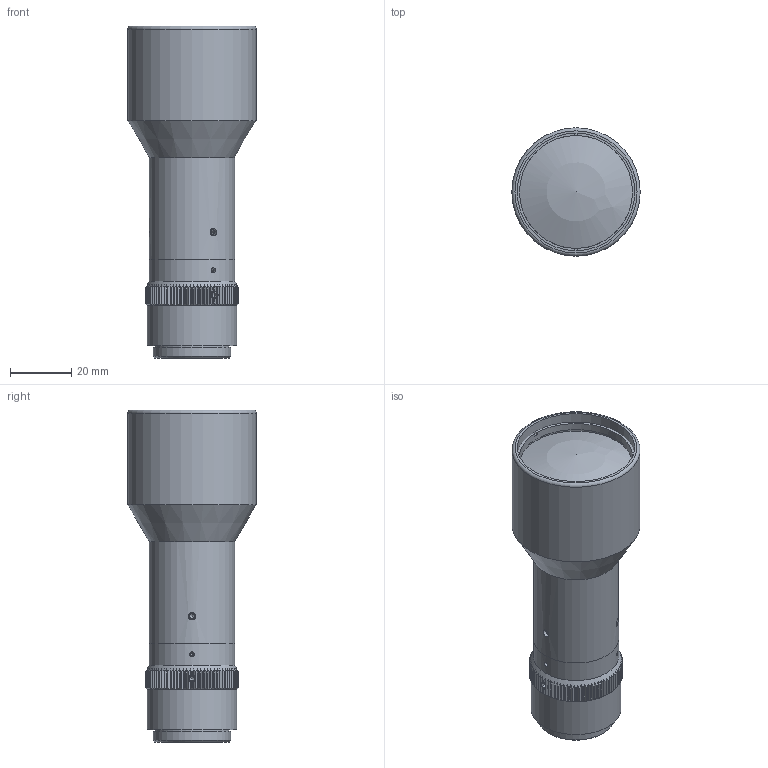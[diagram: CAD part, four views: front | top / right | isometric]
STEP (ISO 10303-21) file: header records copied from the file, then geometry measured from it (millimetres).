
FILE_DESCRIPTION(/* description */ (''),/* implementation_level */ '2;1');
FILE_NAME(/* name */ 'TO30_9.1-85-V-B.stp',/* time_stamp */ '2020-11-30T14:09:49+01:00',/* author */ (''),/* organization */ ('Vision & Control'),/* preprocessor_version */ 'ST-DEVELOPER v16.5',/* originating_system */ 'Autodesk Inventor 2017',/* authorisation */ '');
FILE_SCHEMA (('AUTOMOTIVE_DESIGN { 1 0 10303 214 3 1 1 }'));
Length unit declared in the file: millimetre
Products named in the file (1): TO30_9.1-85-V-B
Bounding box: 42 x 42 x 108.71 mm (x, y, z)
Volume: 101430.6 mm3; surface area: 29670.7 mm2
Topology: 18 solids, 18 shells, 496 faces, 1321 edges, 878 vertices
Faces by surface type: plane 301, cylinder 149, cone 42, sphere 3, torus 1
Full cylindrical faces by diameter (mm): 1.567 x3, 2 x4, 2.459 x6, 2.5 x1, 3 x6, 3.5 x1, 8 x1, 8.006 x1, 8.576 x2, 9 x1, 9.563 x1, 10 x3, 10.459 x2, 11 x1, 11.059 x1, 13.861 x1, 16 x1, 18.4 x1, 19 x1, 20 x3, 20.645 x1, 24.3 x1, 25.3 x1, 25.998 x2, 28 x2, 29.4 x1, 37 x1, 37.322 x1, 38 x1, 38.459 x1
Entity records: 15319 total; most frequent: CARTESIAN_POINT 3960, ORIENTED_EDGE 2356, DIRECTION 2082, EDGE_CURVE 1178, VERTEX_POINT 832, AXIS2_PLACEMENT_3D 828, EDGE_LOOP 630, FACE_OUTER_BOUND 496
